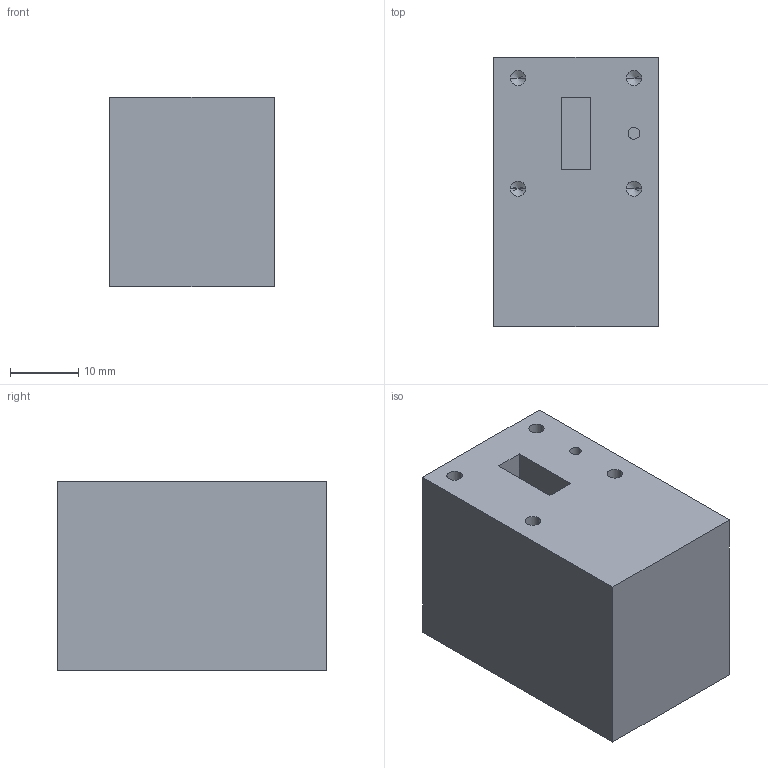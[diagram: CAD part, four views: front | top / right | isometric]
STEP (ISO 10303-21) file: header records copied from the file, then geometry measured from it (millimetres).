
FILE_DESCRIPTION (( 'STEP AP214' ), '1' );
FILE_NAME ('SNW-1731930220-42-I1.STEP', '2019-01-30T01:00:53', ( '' ), ( '' ), 'SwSTEP 2.0', 'SolidWorks 2016', '' );
FILE_SCHEMA (( 'AUTOMOTIVE_DESIGN' ));
Length unit declared in the file: inch
Products named in the file (1): SNW-1731930220-42-I1
Bounding box: 24.21 x 39.52 x 27.86 mm (x, y, z)
Volume: 25526.3 mm3; surface area: 6556.3 mm2
Topology: 1 solids, 1 shells, 54 faces, 128 edges, 72 vertices
Faces by surface type: cylinder 20, plane 18, cone 16
Entity records: 1680 total; most frequent: DIRECTION 262, CARTESIAN_POINT 239, ORIENTED_EDGE 224, EDGE_CURVE 112, AXIS2_PLACEMENT_3D 95, VERTEX_POINT 72, VECTOR 72, LINE 72
